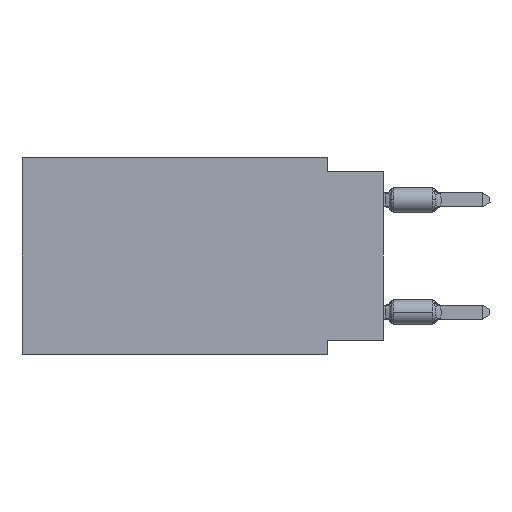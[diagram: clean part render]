
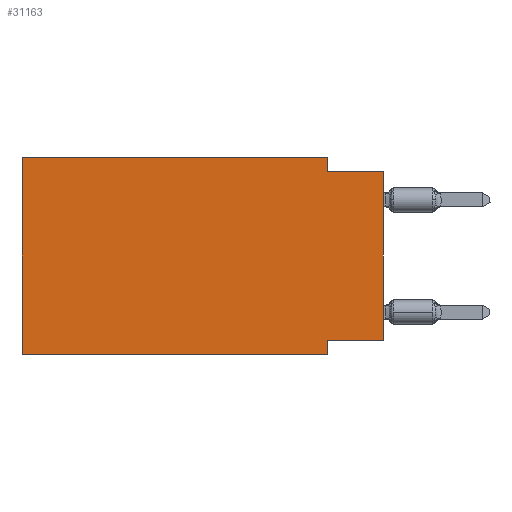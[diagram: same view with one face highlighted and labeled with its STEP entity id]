
A CAD part, left-side view. The second image highlights one B-rep face of the part: STEP entity #31163.
In plain terms, the highlighted planar face has unit normal (-1, 0, 0).
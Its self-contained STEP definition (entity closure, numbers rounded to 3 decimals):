
#154 = LINE ( 'NONE', #19644, #25432 ) ;
#375 = DIRECTION ( 'NONE',  ( 0., 1., 0. ) ) ;
#1026 = VECTOR ( 'NONE', #18923, 1000. ) ;
#1450 = AXIS2_PLACEMENT_3D ( 'NONE', #22831, #16993, #31150 ) ;
#1669 = LINE ( 'NONE', #16222, #32623 ) ;
#1798 = VERTEX_POINT ( 'NONE', #35290 ) ;
#2935 = CARTESIAN_POINT ( 'NONE',  ( 0., 16.383, 0. ) ) ;
#3607 = CARTESIAN_POINT ( 'NONE',  ( 0., 16.383, -8.89 ) ) ;
#5438 = CARTESIAN_POINT ( 'NONE',  ( 0., 16.383, -8.89 ) ) ;
#5635 = PLANE ( 'NONE',  #1450 ) ;
#5695 = VECTOR ( 'NONE', #22859, 1000. ) ;
#6047 = LINE ( 'NONE', #36998, #30543 ) ;
#6626 = VERTEX_POINT ( 'NONE', #5438 ) ;
#6803 = CARTESIAN_POINT ( 'NONE',  ( 0., 2.54, -8.89 ) ) ;
#7388 = CARTESIAN_POINT ( 'NONE',  ( 0., 16.383, 0. ) ) ;
#8205 = CARTESIAN_POINT ( 'NONE',  ( 0., 16.383, 0. ) ) ;
#8412 = DIRECTION ( 'NONE',  ( 0., -1., 0. ) ) ;
#8434 = LINE ( 'NONE', #28648, #22619 ) ;
#11931 = EDGE_CURVE ( 'NONE', #14323, #24191, #154, .T. ) ;
#11984 = ORIENTED_EDGE ( 'NONE', *, *, #35424, .T. ) ;
#14034 = CARTESIAN_POINT ( 'NONE',  ( 0., 2.54, -0.635 ) ) ;
#14323 = VERTEX_POINT ( 'NONE', #23447 ) ;
#14606 = ORIENTED_EDGE ( 'NONE', *, *, #34240, .F. ) ;
#15891 = VECTOR ( 'NONE', #8412, 1000. ) ;
#15918 = ORIENTED_EDGE ( 'NONE', *, *, #17966, .T. ) ;
#15922 = EDGE_CURVE ( 'NONE', #35909, #14323, #6047, .T. ) ;
#16222 = CARTESIAN_POINT ( 'NONE',  ( 0., 2.54, 0. ) ) ;
#16238 = VERTEX_POINT ( 'NONE', #14034 ) ;
#16737 = ORIENTED_EDGE ( 'NONE', *, *, #29031, .F. ) ;
#16993 = DIRECTION ( 'NONE',  ( 1., 0., 0. ) ) ;
#17136 = DIRECTION ( 'NONE',  ( 0., -1., 0. ) ) ;
#17256 = EDGE_CURVE ( 'NONE', #32562, #1798, #17317, .T. ) ;
#17317 = LINE ( 'NONE', #2935, #15891 ) ;
#17460 = CARTESIAN_POINT ( 'NONE',  ( 0., 0., -8.255 ) ) ;
#17966 = EDGE_CURVE ( 'NONE', #6626, #24191, #25875, .T. ) ;
#18459 = ORIENTED_EDGE ( 'NONE', *, *, #15922, .F. ) ;
#18608 = LINE ( 'NONE', #35745, #22926 ) ;
#18923 = DIRECTION ( 'NONE',  ( 0., 0., 1. ) ) ;
#19644 = CARTESIAN_POINT ( 'NONE',  ( 0., 2.54, -8.89 ) ) ;
#21847 = EDGE_CURVE ( 'NONE', #1798, #16238, #1669, .T. ) ;
#22619 = VECTOR ( 'NONE', #17136, 1000. ) ;
#22831 = CARTESIAN_POINT ( 'NONE',  ( 0., 16.383, 0. ) ) ;
#22836 = DIRECTION ( 'NONE',  ( 0., 0., -1. ) ) ;
#22859 = DIRECTION ( 'NONE',  ( 0., -1., 0. ) ) ;
#22926 = VECTOR ( 'NONE', #27095, 1000. ) ;
#23114 = DIRECTION ( 'NONE',  ( 0., 0., -1. ) ) ;
#23447 = CARTESIAN_POINT ( 'NONE',  ( 0., 2.54, -8.255 ) ) ;
#23646 = ORIENTED_EDGE ( 'NONE', *, *, #21847, .F. ) ;
#24191 = VERTEX_POINT ( 'NONE', #6803 ) ;
#25163 = VERTEX_POINT ( 'NONE', #25591 ) ;
#25432 = VECTOR ( 'NONE', #22836, 1000. ) ;
#25591 = CARTESIAN_POINT ( 'NONE',  ( 0., 0., -0.635 ) ) ;
#25875 = LINE ( 'NONE', #3607, #5695 ) ;
#27095 = DIRECTION ( 'NONE',  ( 0., 0., 1. ) ) ;
#28648 = CARTESIAN_POINT ( 'NONE',  ( 0., 0., -0.635 ) ) ;
#29031 = EDGE_CURVE ( 'NONE', #16238, #25163, #8434, .T. ) ;
#30543 = VECTOR ( 'NONE', #375, 1000. ) ;
#31150 = DIRECTION ( 'NONE',  ( 0., 0., -1. ) ) ;
#31163 = ADVANCED_FACE ( 'NONE', ( #33770 ), #5635, .F. ) ;
#31963 = ORIENTED_EDGE ( 'NONE', *, *, #17256, .F. ) ;
#32562 = VERTEX_POINT ( 'NONE', #8205 ) ;
#32623 = VECTOR ( 'NONE', #23114, 1000. ) ;
#33770 = FACE_OUTER_BOUND ( 'NONE', #33931, .T. ) ;
#33931 = EDGE_LOOP ( 'NONE', ( #11984, #16737, #23646, #31963, #14606, #15918, #35524, #18459 ) ) ;
#34240 = EDGE_CURVE ( 'NONE', #6626, #32562, #36252, .T. ) ;
#35290 = CARTESIAN_POINT ( 'NONE',  ( 0., 2.54, 0. ) ) ;
#35424 = EDGE_CURVE ( 'NONE', #35909, #25163, #18608, .T. ) ;
#35524 = ORIENTED_EDGE ( 'NONE', *, *, #11931, .F. ) ;
#35745 = CARTESIAN_POINT ( 'NONE',  ( 0., 0., 0. ) ) ;
#35909 = VERTEX_POINT ( 'NONE', #17460 ) ;
#36252 = LINE ( 'NONE', #7388, #1026 ) ;
#36998 = CARTESIAN_POINT ( 'NONE',  ( 0., 0., -8.255 ) ) ;
